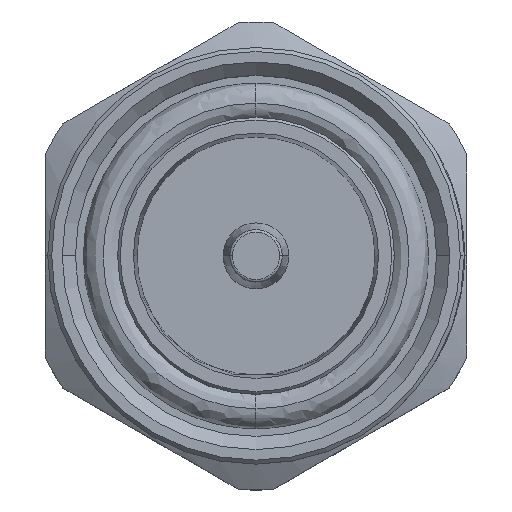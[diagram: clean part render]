
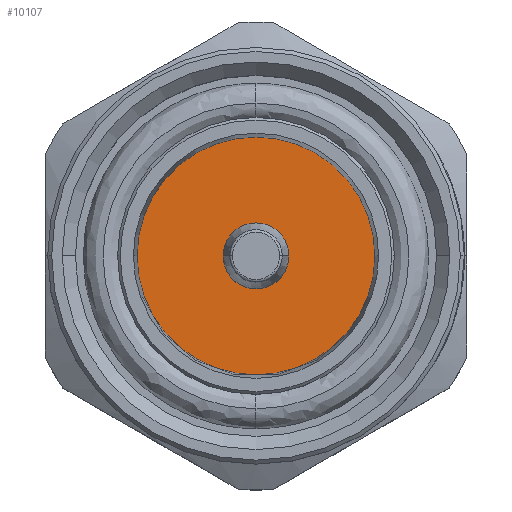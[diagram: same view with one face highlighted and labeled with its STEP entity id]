
A CAD part, top view. The second image highlights one B-rep face of the part: STEP entity #10107.
In plain terms, the highlighted planar face has unit normal (0, 0, 1).
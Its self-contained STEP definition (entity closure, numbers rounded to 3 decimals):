
#287 = AXIS2_PLACEMENT_3D ( 'NONE', #9853, #6086, #12340 ) ;
#317 = EDGE_CURVE ( 'NONE', #14201, #10430, #8632, .T. ) ;
#977 = CARTESIAN_POINT ( 'NONE',  ( 0., 0., -5.31 ) ) ;
#1164 = CIRCLE ( 'NONE', #15592, 2.5 ) ;
#1266 = CARTESIAN_POINT ( 'NONE',  ( -9.025, 0., -5.31 ) ) ;
#1924 = DIRECTION ( 'NONE',  ( 0., 0., -1. ) ) ;
#2203 = DIRECTION ( 'NONE',  ( 0., 0., -1. ) ) ;
#3209 = ORIENTED_EDGE ( 'NONE', *, *, #9619, .F. ) ;
#3457 = EDGE_LOOP ( 'NONE', ( #10321, #6901 ) ) ;
#3599 = CARTESIAN_POINT ( 'NONE',  ( 0., 0., -5.31 ) ) ;
#3748 = AXIS2_PLACEMENT_3D ( 'NONE', #977, #2203, #7122 ) ;
#4829 = DIRECTION ( 'NONE',  ( -1., 0., 0. ) ) ;
#5037 = ORIENTED_EDGE ( 'NONE', *, *, #8277, .F. ) ;
#5315 = CARTESIAN_POINT ( 'NONE',  ( -2.5, 0., -5.31 ) ) ;
#6042 = CARTESIAN_POINT ( 'NONE',  ( 2.5, 0., -5.31 ) ) ;
#6086 = DIRECTION ( 'NONE',  ( 0., 0., -1. ) ) ;
#6395 = CARTESIAN_POINT ( 'NONE',  ( 0., 0., -5.31 ) ) ;
#6901 = ORIENTED_EDGE ( 'NONE', *, *, #11659, .F. ) ;
#7108 = AXIS2_PLACEMENT_3D ( 'NONE', #3599, #12219, #4829 ) ;
#7122 = DIRECTION ( 'NONE',  ( -1., 0., 0. ) ) ;
#7440 = AXIS2_PLACEMENT_3D ( 'NONE', #9315, #1924, #10553 ) ;
#7620 = DIRECTION ( 'NONE',  ( -1., 0., 0. ) ) ;
#8277 = EDGE_CURVE ( 'NONE', #10661, #13945, #15546, .T. ) ;
#8632 = CIRCLE ( 'NONE', #3748, 9.025 ) ;
#9315 = CARTESIAN_POINT ( 'NONE',  ( 0., 0., -5.31 ) ) ;
#9619 = EDGE_CURVE ( 'NONE', #13945, #10661, #1164, .T. ) ;
#9853 = CARTESIAN_POINT ( 'NONE',  ( 0., 0., -5.31 ) ) ;
#10107 = ADVANCED_FACE ( 'NONE', ( #10815, #13729 ), #11096, .F. ) ;
#10321 = ORIENTED_EDGE ( 'NONE', *, *, #317, .F. ) ;
#10430 = VERTEX_POINT ( 'NONE', #1266 ) ;
#10553 = DIRECTION ( 'NONE',  ( -1., 0., 0. ) ) ;
#10627 = EDGE_LOOP ( 'NONE', ( #3209, #5037 ) ) ;
#10661 = VERTEX_POINT ( 'NONE', #5315 ) ;
#10815 = FACE_BOUND ( 'NONE', #10627, .T. ) ;
#11096 = PLANE ( 'NONE',  #287 ) ;
#11659 = EDGE_CURVE ( 'NONE', #10430, #14201, #14190, .T. ) ;
#12219 = DIRECTION ( 'NONE',  ( 0., 0., 1. ) ) ;
#12340 = DIRECTION ( 'NONE',  ( -1., 0., 0. ) ) ;
#13729 = FACE_OUTER_BOUND ( 'NONE', #3457, .T. ) ;
#13945 = VERTEX_POINT ( 'NONE', #6042 ) ;
#14093 = CARTESIAN_POINT ( 'NONE',  ( 9.025, 0., -5.31 ) ) ;
#14190 = CIRCLE ( 'NONE', #7440, 9.025 ) ;
#14201 = VERTEX_POINT ( 'NONE', #14093 ) ;
#15023 = DIRECTION ( 'NONE',  ( 0., 0., 1. ) ) ;
#15546 = CIRCLE ( 'NONE', #7108, 2.5 ) ;
#15592 = AXIS2_PLACEMENT_3D ( 'NONE', #6395, #15023, #7620 ) ;
